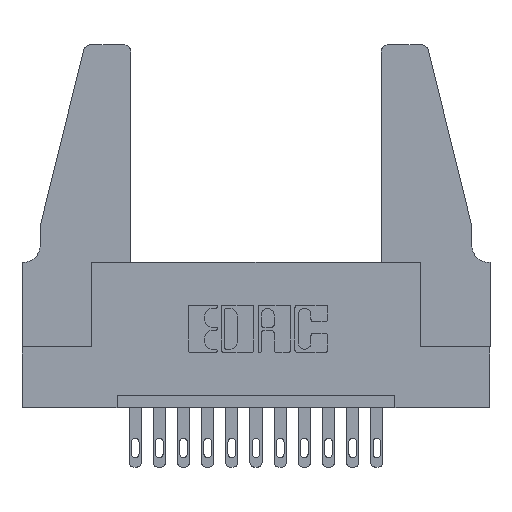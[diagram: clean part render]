
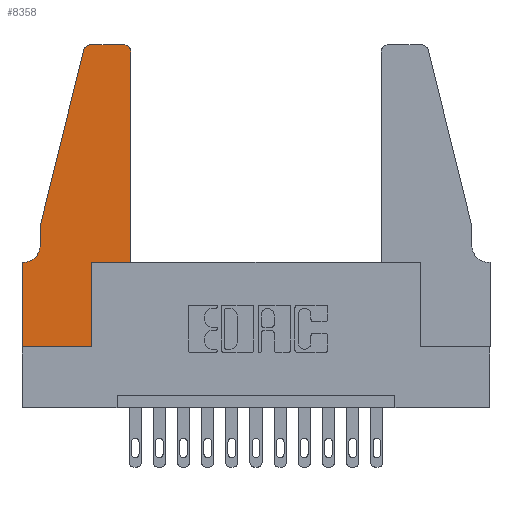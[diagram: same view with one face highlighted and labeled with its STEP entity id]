
A CAD part, top view. The second image highlights one B-rep face of the part: STEP entity #8358.
In plain terms, the highlighted planar face has unit normal (0, 0, 1).
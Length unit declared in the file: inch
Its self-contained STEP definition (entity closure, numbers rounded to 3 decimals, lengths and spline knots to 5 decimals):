
#1 = CARTESIAN_POINT ( 'NONE',  ( 0.0755, 0.35, 0.37 ) ) ;
#183 = DIRECTION ( 'NONE',  ( -0.239, -0.971, 0. ) ) ;
#201 = CARTESIAN_POINT ( 'NONE',  ( 0.4505, 0.35, 0.37 ) ) ;
#370 = LINE ( 'NONE', #7064, #2671 ) ;
#426 = ORIENTED_EDGE ( 'NONE', *, *, #12444, .T. ) ;
#538 = EDGE_CURVE ( 'NONE', #9432, #12287, #3982, .T. ) ;
#628 = DIRECTION ( 'NONE',  ( 0., 0., 1. ) ) ;
#858 = CARTESIAN_POINT ( 'NONE',  ( 0., 0.35, 0.37 ) ) ;
#1069 = CARTESIAN_POINT ( 'NONE',  ( 0., 0., 0.37 ) ) ;
#1140 = AXIS2_PLACEMENT_3D ( 'NONE', #858, #628, #1910 ) ;
#1162 = CIRCLE ( 'NONE', #13302, 0.03 ) ;
#1445 = VECTOR ( 'NONE', #7881, 39.37008 ) ;
#1475 = ORIENTED_EDGE ( 'NONE', *, *, #7591, .T. ) ;
#1616 = CARTESIAN_POINT ( 'NONE',  ( 0.4205, 1.22, 0.37 ) ) ;
#1910 = DIRECTION ( 'NONE',  ( 1., 0., 0. ) ) ;
#2310 = ORIENTED_EDGE ( 'NONE', *, *, #4331, .T. ) ;
#2671 = VECTOR ( 'NONE', #3789, 39.37008 ) ;
#2703 = CARTESIAN_POINT ( 'NONE',  ( 0.0755, 0.5, 0.37 ) ) ;
#2704 = AXIS2_PLACEMENT_3D ( 'NONE', #10050, #11060, #8912 ) ;
#2847 = CIRCLE ( 'NONE', #5960, 0.07 ) ;
#2987 = ORIENTED_EDGE ( 'NONE', *, *, #9697, .T. ) ;
#3057 = VECTOR ( 'NONE', #12654, 39.37008 ) ;
#3153 = LINE ( 'NONE', #2703, #5421 ) ;
#3305 = CARTESIAN_POINT ( 'NONE',  ( 0.2865, 0., 0.37 ) ) ;
#3397 = LINE ( 'NONE', #1, #1445 ) ;
#3488 = CARTESIAN_POINT ( 'NONE',  ( 0.2865, 0.35, 0.37 ) ) ;
#3499 = EDGE_CURVE ( 'NONE', #9752, #11394, #370, .T. ) ;
#3510 = EDGE_LOOP ( 'NONE', ( #6668, #14406, #2310, #426, #14531, #1475, #8555, #2987, #9685, #12270, #8095, #11981 ) ) ;
#3786 = EDGE_CURVE ( 'NONE', #6822, #4093, #13395, .T. ) ;
#3789 = DIRECTION ( 'NONE',  ( -1., 0., 0. ) ) ;
#3945 = DIRECTION ( 'NONE',  ( 1., 0., 0. ) ) ;
#3982 = LINE ( 'NONE', #10732, #14343 ) ;
#4093 = VERTEX_POINT ( 'NONE', #5229 ) ;
#4124 = DIRECTION ( 'NONE',  ( 0., 1., 0. ) ) ;
#4331 = EDGE_CURVE ( 'NONE', #13354, #10071, #7224, .T. ) ;
#4444 = CARTESIAN_POINT ( 'NONE',  ( 0.0055, 0.35, 0.37 ) ) ;
#5229 = CARTESIAN_POINT ( 'NONE',  ( 0., 0., 0.37 ) ) ;
#5323 = CARTESIAN_POINT ( 'NONE',  ( 0.2865, 0.35, 0.37 ) ) ;
#5421 = VECTOR ( 'NONE', #9604, 39.37008 ) ;
#5436 = EDGE_CURVE ( 'NONE', #11394, #13354, #12732, .T. ) ;
#5475 = CARTESIAN_POINT ( 'NONE',  ( 0.4505, 0.35, 0.37 ) ) ;
#5584 = CARTESIAN_POINT ( 'NONE',  ( 0., 0.35, 0.37 ) ) ;
#5686 = EDGE_CURVE ( 'NONE', #13578, #8024, #7979, .T. ) ;
#5872 = DIRECTION ( 'NONE',  ( 1., 0., 0. ) ) ;
#5960 = AXIS2_PLACEMENT_3D ( 'NONE', #7704, #8688, #14277 ) ;
#6013 = VERTEX_POINT ( 'NONE', #14301 ) ;
#6172 = FACE_OUTER_BOUND ( 'NONE', #3510, .T. ) ;
#6668 = ORIENTED_EDGE ( 'NONE', *, *, #3499, .T. ) ;
#6822 = VERTEX_POINT ( 'NONE', #5584 ) ;
#7064 = CARTESIAN_POINT ( 'NONE',  ( 0.2605, 1.25, 0.37 ) ) ;
#7111 = CARTESIAN_POINT ( 'NONE',  ( 0.25487, 1.22718, 0.37 ) ) ;
#7224 = LINE ( 'NONE', #7933, #12848 ) ;
#7245 = DIRECTION ( 'NONE',  ( 1., 0., 0. ) ) ;
#7352 = VECTOR ( 'NONE', #7245, 39.37008 ) ;
#7588 = VERTEX_POINT ( 'NONE', #4444 ) ;
#7591 = EDGE_CURVE ( 'NONE', #7588, #6822, #3397, .T. ) ;
#7704 = CARTESIAN_POINT ( 'NONE',  ( 0.0055, 0.42, 0.37 ) ) ;
#7881 = DIRECTION ( 'NONE',  ( -1., 0., 0. ) ) ;
#7933 = CARTESIAN_POINT ( 'NONE',  ( 0.0755, 0.5, 0.37 ) ) ;
#7979 = LINE ( 'NONE', #3488, #3057 ) ;
#8024 = VERTEX_POINT ( 'NONE', #5323 ) ;
#8095 = ORIENTED_EDGE ( 'NONE', *, *, #538, .T. ) ;
#8358 = ADVANCED_FACE ( 'NONE', ( #6172 ), #13861, .T. ) ;
#8528 = CARTESIAN_POINT ( 'NONE',  ( 0., 0., 0.37 ) ) ;
#8555 = ORIENTED_EDGE ( 'NONE', *, *, #3786, .T. ) ;
#8688 = DIRECTION ( 'NONE',  ( 0., 0., -1. ) ) ;
#8912 = DIRECTION ( 'NONE',  ( 1., 0., 0. ) ) ;
#9432 = VERTEX_POINT ( 'NONE', #5475 ) ;
#9469 = LINE ( 'NONE', #8528, #7352 ) ;
#9604 = DIRECTION ( 'NONE',  ( 0., -1., 0. ) ) ;
#9609 = CARTESIAN_POINT ( 'NONE',  ( 0.4205, 1.25, 0.37 ) ) ;
#9685 = ORIENTED_EDGE ( 'NONE', *, *, #5686, .T. ) ;
#9697 = EDGE_CURVE ( 'NONE', #4093, #13578, #9469, .T. ) ;
#9752 = VERTEX_POINT ( 'NONE', #9609 ) ;
#9758 = CARTESIAN_POINT ( 'NONE',  ( 0.284, 1.25, 0.37 ) ) ;
#10050 = CARTESIAN_POINT ( 'NONE',  ( 0.284, 1.22, 0.37 ) ) ;
#10071 = VERTEX_POINT ( 'NONE', #12578 ) ;
#10245 = EDGE_CURVE ( 'NONE', #12287, #9752, #1162, .T. ) ;
#10732 = CARTESIAN_POINT ( 'NONE',  ( 0.4505, 0.35, 0.37 ) ) ;
#10927 = EDGE_CURVE ( 'NONE', #6013, #7588, #2847, .T. ) ;
#11060 = DIRECTION ( 'NONE',  ( 0., 0., 1. ) ) ;
#11081 = DIRECTION ( 'NONE',  ( 0., -1., 0. ) ) ;
#11113 = EDGE_CURVE ( 'NONE', #8024, #9432, #13221, .T. ) ;
#11394 = VERTEX_POINT ( 'NONE', #9758 ) ;
#11430 = VECTOR ( 'NONE', #5872, 39.37008 ) ;
#11981 = ORIENTED_EDGE ( 'NONE', *, *, #10245, .T. ) ;
#12270 = ORIENTED_EDGE ( 'NONE', *, *, #11113, .T. ) ;
#12287 = VERTEX_POINT ( 'NONE', #13359 ) ;
#12345 = VECTOR ( 'NONE', #11081, 39.37008 ) ;
#12444 = EDGE_CURVE ( 'NONE', #10071, #6013, #3153, .T. ) ;
#12578 = CARTESIAN_POINT ( 'NONE',  ( 0.0755, 0.5, 0.37 ) ) ;
#12654 = DIRECTION ( 'NONE',  ( 0., 1., 0. ) ) ;
#12732 = CIRCLE ( 'NONE', #2704, 0.03 ) ;
#12848 = VECTOR ( 'NONE', #183, 39.37008 ) ;
#13221 = LINE ( 'NONE', #201, #11430 ) ;
#13302 = AXIS2_PLACEMENT_3D ( 'NONE', #1616, #14145, #3945 ) ;
#13354 = VERTEX_POINT ( 'NONE', #7111 ) ;
#13359 = CARTESIAN_POINT ( 'NONE',  ( 0.4505, 1.22, 0.37 ) ) ;
#13395 = LINE ( 'NONE', #1069, #12345 ) ;
#13578 = VERTEX_POINT ( 'NONE', #3305 ) ;
#13861 = PLANE ( 'NONE',  #1140 ) ;
#14145 = DIRECTION ( 'NONE',  ( 0., 0., 1. ) ) ;
#14277 = DIRECTION ( 'NONE',  ( -1., 0., 0. ) ) ;
#14301 = CARTESIAN_POINT ( 'NONE',  ( 0.0755, 0.42, 0.37 ) ) ;
#14343 = VECTOR ( 'NONE', #4124, 39.37008 ) ;
#14406 = ORIENTED_EDGE ( 'NONE', *, *, #5436, .T. ) ;
#14531 = ORIENTED_EDGE ( 'NONE', *, *, #10927, .T. ) ;
